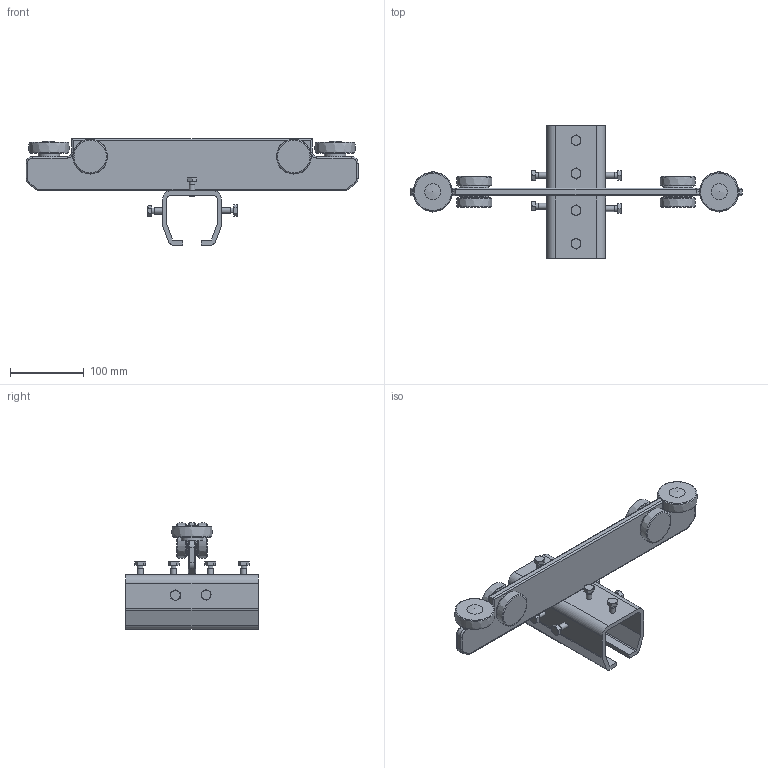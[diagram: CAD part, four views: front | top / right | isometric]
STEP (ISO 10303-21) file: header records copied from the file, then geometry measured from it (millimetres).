
FILE_DESCRIPTION(('STEP AP214'),'1');
FILE_NAME('PMH Åkvagn 1554.stp','2013-08-06T11:21:12',(' '),(' '),'Spatial InterOp 3D',' ',' ');
FILE_SCHEMA(('automotive_design'));
Length unit declared in the file: millimetre
Products named in the file (17): PMH Profilskena akvagn 1554; Part1; Part2; Part3; Part4; Part5; Part6; Part7; Part8; Part9; Part10; Part11; Part12; Part13; Part14; Part15; Part16
Assembly tree (16 placements, depth 2):
  PMH Profilskena akvagn 1554
    Part1
    Part2
    Part3
    Part4
    Part5
    Part6
    Part7
    Part8
    Part9
    Part10
    Part11
    Part12
    Part13
    Part14
    Part15
    Part16
Bounding box: 450 x 180 x 144.15 mm (x, y, z)
Volume: 729543.4 mm3; surface area: 201267.8 mm2
Topology: 16 solids, 16 shells, 278 faces, 586 edges, 354 vertices
Faces by surface type: plane 120, cone 80, cylinder 58, torus 12, bspline 6, sphere 2
Full cylindrical faces by diameter (mm): 6.75 x8, 8 x8, 29 x2, 40 x4
Entity records: 9654 total; most frequent: CARTESIAN_POINT 1519, DIRECTION 1216, ORIENTED_EDGE 1040, EDGE_CURVE 520, AXIS2_PLACEMENT_3D 503, EDGE_LOOP 370, VERTEX_POINT 350, FACE_OUTER_BOUND 306
